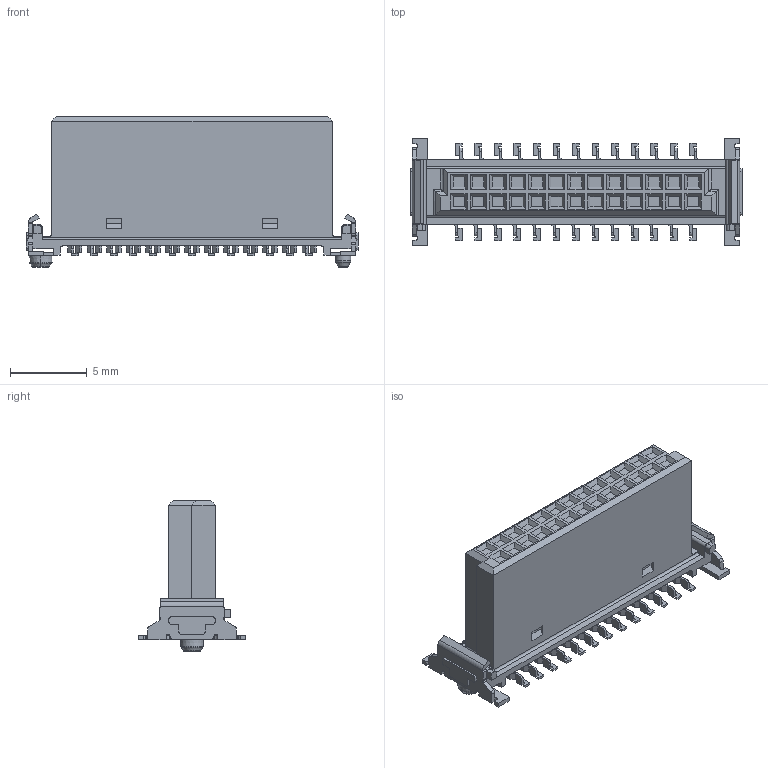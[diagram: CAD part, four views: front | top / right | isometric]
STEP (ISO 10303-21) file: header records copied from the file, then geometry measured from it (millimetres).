
FILE_DESCRIPTION((''),'2;1');
FILE_NAME('ERNI_124044.stp','2015-08-13T18:48:55',(''),(''),'Mechanical Desktop 2011','Mechanical Desktop 2011',', , ');
FILE_SCHEMA(('AUTOMOTIVE_DESIGN { 1 2 10303 214 1 1 1 1 }'));
Length unit declared in the file: millimetre
Products named in the file (1): Product
Bounding box: 21.59 x 7 x 9.8 mm (x, y, z)
Volume: 489.8 mm3; surface area: 790.5 mm2
Topology: 31 solids, 31 shells, 1012 faces, 2683 edges, 1764 vertices
Faces by surface type: plane 512, bspline 382, cylinder 104, torus 8, cone 6
Entity records: 32915 total; most frequent: CARTESIAN_POINT 8666, ORIENTED_EDGE 5366, DIRECTION 4299, EDGE_CURVE 2683, VECTOR 2253, LINE 2253, VERTEX_POINT 1764, EDGE_LOOP 1047
